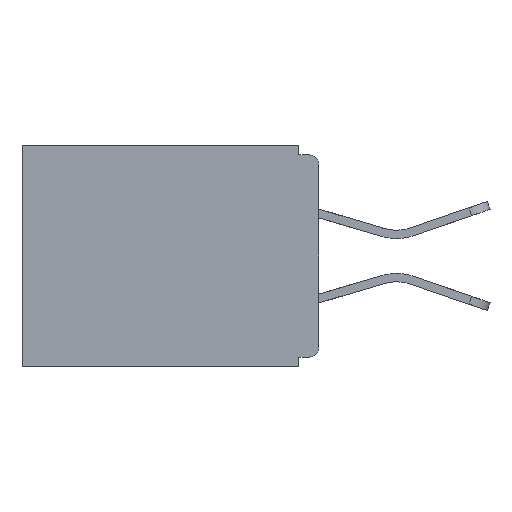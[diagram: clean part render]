
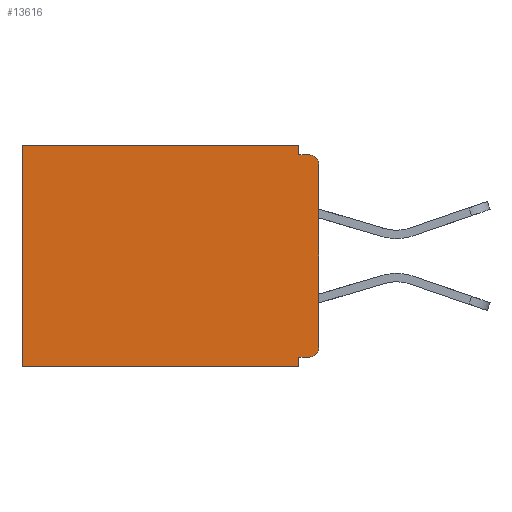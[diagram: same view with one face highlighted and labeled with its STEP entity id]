
A CAD part, left-side view. The second image highlights one B-rep face of the part: STEP entity #13616.
In plain terms, the highlighted planar face has unit normal (-1, 0, 0).
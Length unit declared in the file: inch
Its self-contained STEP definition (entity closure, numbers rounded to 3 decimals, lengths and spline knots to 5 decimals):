
#37 = CARTESIAN_POINT ( 'NONE',  ( 0.298, 0.46, 0. ) ) ;
#91 = CARTESIAN_POINT ( 'NONE',  ( 0.298, 0.46, 0. ) ) ;
#321 = ORIENTED_EDGE ( 'NONE', *, *, #19571, .F. ) ;
#723 = DIRECTION ( 'NONE',  ( 0., 0., -1. ) ) ;
#1514 = CARTESIAN_POINT ( 'NONE',  ( 0.298, 0., 0. ) ) ;
#1808 = DIRECTION ( 'NONE',  ( 0., 0., -1. ) ) ;
#2799 = VECTOR ( 'NONE', #9709, 39.37008 ) ;
#2919 = VERTEX_POINT ( 'NONE', #5643 ) ;
#3341 = CARTESIAN_POINT ( 'NONE',  ( 0.298, 0.031, -0.343 ) ) ;
#3736 = ORIENTED_EDGE ( 'NONE', *, *, #12023, .F. ) ;
#4055 = DIRECTION ( 'NONE',  ( -1., 0., 0. ) ) ;
#4278 = CARTESIAN_POINT ( 'NONE',  ( 0.298, 0.031, -0.343 ) ) ;
#4328 = CARTESIAN_POINT ( 'NONE',  ( 0.298, 0.015, -0.03 ) ) ;
#4635 = CIRCLE ( 'NONE', #21634, 0.015 ) ;
#4657 = LINE ( 'NONE', #7906, #21499 ) ;
#4689 = DIRECTION ( 'NONE',  ( 0., 1., 0. ) ) ;
#4824 = LINE ( 'NONE', #7323, #11096 ) ;
#5319 = LINE ( 'NONE', #20169, #21625 ) ;
#5501 = AXIS2_PLACEMENT_3D ( 'NONE', #4328, #4055, #723 ) ;
#5643 = CARTESIAN_POINT ( 'NONE',  ( 0.298, 0.031, -0.015 ) ) ;
#5834 = CARTESIAN_POINT ( 'NONE',  ( 0.298, 0.031, -0.328 ) ) ;
#5955 = LINE ( 'NONE', #91, #19354 ) ;
#6053 = VECTOR ( 'NONE', #4689, 39.37008 ) ;
#6133 = VERTEX_POINT ( 'NONE', #10275 ) ;
#6578 = CARTESIAN_POINT ( 'NONE',  ( 0.298, 0.015, -0.015 ) ) ;
#6657 = EDGE_CURVE ( 'NONE', #8650, #11065, #18567, .T. ) ;
#7017 = ORIENTED_EDGE ( 'NONE', *, *, #6657, .F. ) ;
#7323 = CARTESIAN_POINT ( 'NONE',  ( 0.298, 0., -0.343 ) ) ;
#7324 = EDGE_CURVE ( 'NONE', #6133, #12482, #19015, .T. ) ;
#7906 = CARTESIAN_POINT ( 'NONE',  ( 0.298, 0.031, -0.343 ) ) ;
#8287 = VERTEX_POINT ( 'NONE', #20422 ) ;
#8650 = VERTEX_POINT ( 'NONE', #5834 ) ;
#8955 = EDGE_CURVE ( 'NONE', #6133, #2919, #4657, .T. ) ;
#9135 = CARTESIAN_POINT ( 'NONE',  ( 0.298, 0.015, -0.313 ) ) ;
#9525 = CIRCLE ( 'NONE', #5501, 0.015 ) ;
#9709 = DIRECTION ( 'NONE',  ( 0., 0., -1. ) ) ;
#9957 = CARTESIAN_POINT ( 'NONE',  ( 0.298, 0., 0. ) ) ;
#10146 = EDGE_CURVE ( 'NONE', #12398, #18815, #4635, .T. ) ;
#10275 = CARTESIAN_POINT ( 'NONE',  ( 0.298, 0.031, 0. ) ) ;
#10511 = LINE ( 'NONE', #20234, #6053 ) ;
#10539 = AXIS2_PLACEMENT_3D ( 'NONE', #1514, #13462, #13229 ) ;
#11065 = VERTEX_POINT ( 'NONE', #3341 ) ;
#11079 = EDGE_LOOP ( 'NONE', ( #21707, #12818, #18123, #17414, #13908, #3736, #7017, #321, #21259, #20711 ) ) ;
#11096 = VECTOR ( 'NONE', #20713, 39.37008 ) ;
#12023 = EDGE_CURVE ( 'NONE', #11065, #20899, #4824, .T. ) ;
#12398 = VERTEX_POINT ( 'NONE', #21442 ) ;
#12482 = VERTEX_POINT ( 'NONE', #37 ) ;
#12818 = ORIENTED_EDGE ( 'NONE', *, *, #21400, .F. ) ;
#13229 = DIRECTION ( 'NONE',  ( 0., 0., -1. ) ) ;
#13462 = DIRECTION ( 'NONE',  ( 1., 0., 0. ) ) ;
#13616 = ADVANCED_FACE ( 'NONE', ( #14975 ), #21432, .F. ) ;
#13908 = ORIENTED_EDGE ( 'NONE', *, *, #15328, .T. ) ;
#13987 = VECTOR ( 'NONE', #16616, 39.37008 ) ;
#14271 = DIRECTION ( 'NONE',  ( 0., -1., 0. ) ) ;
#14975 = FACE_OUTER_BOUND ( 'NONE', #11079, .T. ) ;
#15328 = EDGE_CURVE ( 'NONE', #12482, #20899, #5955, .T. ) ;
#15495 = CARTESIAN_POINT ( 'NONE',  ( 0.298, 0.46, -0.343 ) ) ;
#16608 = DIRECTION ( 'NONE',  ( 0., 0., -1. ) ) ;
#16616 = DIRECTION ( 'NONE',  ( 0., 1., 0. ) ) ;
#17414 = ORIENTED_EDGE ( 'NONE', *, *, #7324, .T. ) ;
#17654 = LINE ( 'NONE', #17718, #19785 ) ;
#17718 = CARTESIAN_POINT ( 'NONE',  ( 0.298, 0., -0.015 ) ) ;
#18123 = ORIENTED_EDGE ( 'NONE', *, *, #8955, .F. ) ;
#18567 = LINE ( 'NONE', #4278, #2799 ) ;
#18722 = EDGE_CURVE ( 'NONE', #8287, #18815, #5319, .T. ) ;
#18815 = VERTEX_POINT ( 'NONE', #20318 ) ;
#19015 = LINE ( 'NONE', #9957, #13987 ) ;
#19080 = DIRECTION ( 'NONE',  ( 0., 0., -1. ) ) ;
#19354 = VECTOR ( 'NONE', #1808, 39.37008 ) ;
#19571 = EDGE_CURVE ( 'NONE', #12398, #8650, #10511, .T. ) ;
#19785 = VECTOR ( 'NONE', #14271, 39.37008 ) ;
#20169 = CARTESIAN_POINT ( 'NONE',  ( 0.298, 0., 0. ) ) ;
#20234 = CARTESIAN_POINT ( 'NONE',  ( 0.298, 0., -0.328 ) ) ;
#20318 = CARTESIAN_POINT ( 'NONE',  ( 0.298, 0., -0.313 ) ) ;
#20422 = CARTESIAN_POINT ( 'NONE',  ( 0.298, 0., -0.03 ) ) ;
#20711 = ORIENTED_EDGE ( 'NONE', *, *, #18722, .F. ) ;
#20713 = DIRECTION ( 'NONE',  ( 0., 1., 0. ) ) ;
#20899 = VERTEX_POINT ( 'NONE', #15495 ) ;
#20923 = DIRECTION ( 'NONE',  ( -1., 0., 0. ) ) ;
#20982 = EDGE_CURVE ( 'NONE', #8287, #21744, #9525, .T. ) ;
#21259 = ORIENTED_EDGE ( 'NONE', *, *, #10146, .T. ) ;
#21388 = DIRECTION ( 'NONE',  ( 0., 0., -1. ) ) ;
#21400 = EDGE_CURVE ( 'NONE', #2919, #21744, #17654, .T. ) ;
#21432 = PLANE ( 'NONE',  #10539 ) ;
#21442 = CARTESIAN_POINT ( 'NONE',  ( 0.298, 0.015, -0.328 ) ) ;
#21499 = VECTOR ( 'NONE', #21388, 39.37008 ) ;
#21625 = VECTOR ( 'NONE', #16608, 39.37008 ) ;
#21634 = AXIS2_PLACEMENT_3D ( 'NONE', #9135, #20923, #19080 ) ;
#21707 = ORIENTED_EDGE ( 'NONE', *, *, #20982, .T. ) ;
#21744 = VERTEX_POINT ( 'NONE', #6578 ) ;
